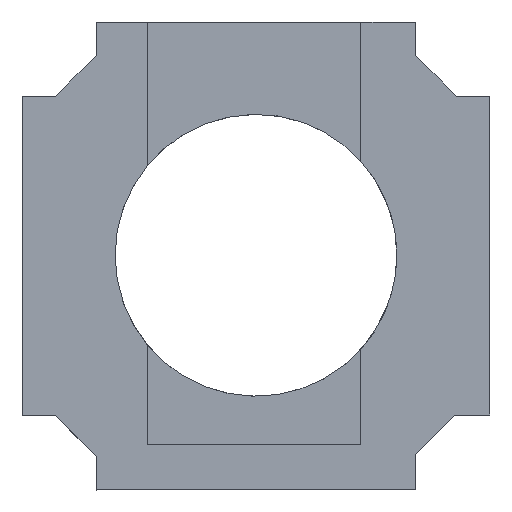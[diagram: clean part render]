
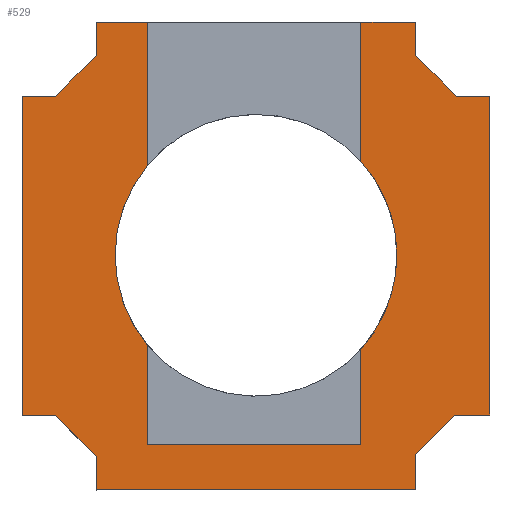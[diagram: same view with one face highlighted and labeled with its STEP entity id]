
A CAD part, top view. The second image highlights one B-rep face of the part: STEP entity #529.
In plain terms, the highlighted planar face has unit normal (0, 0, 1).
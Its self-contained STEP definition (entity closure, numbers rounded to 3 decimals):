
#16=PLANE('',#584);
#41=FACE_OUTER_BOUND('',#68,.T.);
#68=EDGE_LOOP('',(#385,#386,#387,#388,#389,#390,#391,#392,#393,#394,#395,
#396,#397,#398,#399,#400,#401,#402,#403,#404,#405,#406,#407,#408,#409,#410));
#95=LINE('',#806,#159);
#96=LINE('',#809,#160);
#98=LINE('',#815,#162);
#99=LINE('',#817,#163);
#100=LINE('',#819,#164);
#101=LINE('',#821,#165);
#102=LINE('',#823,#166);
#103=LINE('',#825,#167);
#104=LINE('',#827,#168);
#105=LINE('',#829,#169);
#106=LINE('',#831,#170);
#107=LINE('',#833,#171);
#108=LINE('',#835,#172);
#109=LINE('',#837,#173);
#110=LINE('',#839,#174);
#111=LINE('',#841,#175);
#112=LINE('',#843,#176);
#113=LINE('',#845,#177);
#114=LINE('',#847,#178);
#115=LINE('',#849,#179);
#116=LINE('',#850,#180);
#117=LINE('',#852,#181);
#118=LINE('',#853,#182);
#159=VECTOR('',#632,10.);
#160=VECTOR('',#635,10.);
#162=VECTOR('',#641,10.);
#163=VECTOR('',#642,10.);
#164=VECTOR('',#643,10.);
#165=VECTOR('',#644,10.);
#166=VECTOR('',#645,10.);
#167=VECTOR('',#646,10.);
#168=VECTOR('',#647,10.);
#169=VECTOR('',#648,10.);
#170=VECTOR('',#649,10.);
#171=VECTOR('',#650,10.);
#172=VECTOR('',#651,10.);
#173=VECTOR('',#652,10.);
#174=VECTOR('',#653,10.);
#175=VECTOR('',#654,10.);
#176=VECTOR('',#655,10.);
#177=VECTOR('',#656,10.);
#178=VECTOR('',#657,10.);
#179=VECTOR('',#658,10.);
#180=VECTOR('',#659,10.);
#181=VECTOR('',#660,10.);
#182=VECTOR('',#661,10.);
#222=CIRCLE('',#575,15.);
#224=CIRCLE('',#577,15.);
#226=CIRCLE('',#579,15.);
#236=VERTEX_POINT('',#753);
#238=VERTEX_POINT('',#764);
#239=VERTEX_POINT('',#773);
#241=VERTEX_POINT('',#778);
#244=VERTEX_POINT('',#791);
#246=VERTEX_POINT('',#804);
#247=VERTEX_POINT('',#808);
#249=VERTEX_POINT('',#814);
#250=VERTEX_POINT('',#816);
#251=VERTEX_POINT('',#818);
#252=VERTEX_POINT('',#820);
#253=VERTEX_POINT('',#822);
#254=VERTEX_POINT('',#824);
#255=VERTEX_POINT('',#826);
#256=VERTEX_POINT('',#828);
#257=VERTEX_POINT('',#830);
#258=VERTEX_POINT('',#832);
#259=VERTEX_POINT('',#834);
#260=VERTEX_POINT('',#836);
#261=VERTEX_POINT('',#838);
#262=VERTEX_POINT('',#840);
#263=VERTEX_POINT('',#842);
#264=VERTEX_POINT('',#844);
#265=VERTEX_POINT('',#846);
#266=VERTEX_POINT('',#848);
#267=VERTEX_POINT('',#851);
#290=EDGE_CURVE('',#239,#238,#222,.T.);
#293=EDGE_CURVE('',#241,#239,#224,.T.);
#297=EDGE_CURVE('',#236,#244,#226,.T.);
#300=EDGE_CURVE('',#244,#246,#95,.T.);
#301=EDGE_CURVE('',#247,#236,#96,.T.);
#304=EDGE_CURVE('',#246,#249,#98,.T.);
#305=EDGE_CURVE('',#249,#250,#99,.T.);
#306=EDGE_CURVE('',#250,#251,#100,.T.);
#307=EDGE_CURVE('',#251,#252,#101,.T.);
#308=EDGE_CURVE('',#252,#253,#102,.T.);
#309=EDGE_CURVE('',#254,#253,#103,.T.);
#310=EDGE_CURVE('',#255,#254,#104,.T.);
#311=EDGE_CURVE('',#256,#255,#105,.T.);
#312=EDGE_CURVE('',#257,#256,#106,.T.);
#313=EDGE_CURVE('',#257,#258,#107,.T.);
#314=EDGE_CURVE('',#258,#259,#108,.T.);
#315=EDGE_CURVE('',#259,#260,#109,.T.);
#316=EDGE_CURVE('',#260,#261,#110,.T.);
#317=EDGE_CURVE('',#261,#262,#111,.T.);
#318=EDGE_CURVE('',#262,#263,#112,.T.);
#319=EDGE_CURVE('',#263,#264,#113,.T.);
#320=EDGE_CURVE('',#264,#265,#114,.T.);
#321=EDGE_CURVE('',#265,#266,#115,.T.);
#322=EDGE_CURVE('',#266,#241,#116,.T.);
#323=EDGE_CURVE('',#238,#267,#117,.T.);
#324=EDGE_CURVE('',#267,#247,#118,.T.);
#385=ORIENTED_EDGE('',*,*,#297,.T.);
#386=ORIENTED_EDGE('',*,*,#300,.T.);
#387=ORIENTED_EDGE('',*,*,#304,.T.);
#388=ORIENTED_EDGE('',*,*,#305,.T.);
#389=ORIENTED_EDGE('',*,*,#306,.T.);
#390=ORIENTED_EDGE('',*,*,#307,.T.);
#391=ORIENTED_EDGE('',*,*,#308,.T.);
#392=ORIENTED_EDGE('',*,*,#309,.F.);
#393=ORIENTED_EDGE('',*,*,#310,.F.);
#394=ORIENTED_EDGE('',*,*,#311,.F.);
#395=ORIENTED_EDGE('',*,*,#312,.F.);
#396=ORIENTED_EDGE('',*,*,#313,.T.);
#397=ORIENTED_EDGE('',*,*,#314,.T.);
#398=ORIENTED_EDGE('',*,*,#315,.T.);
#399=ORIENTED_EDGE('',*,*,#316,.T.);
#400=ORIENTED_EDGE('',*,*,#317,.T.);
#401=ORIENTED_EDGE('',*,*,#318,.T.);
#402=ORIENTED_EDGE('',*,*,#319,.T.);
#403=ORIENTED_EDGE('',*,*,#320,.T.);
#404=ORIENTED_EDGE('',*,*,#321,.T.);
#405=ORIENTED_EDGE('',*,*,#322,.T.);
#406=ORIENTED_EDGE('',*,*,#293,.T.);
#407=ORIENTED_EDGE('',*,*,#290,.T.);
#408=ORIENTED_EDGE('',*,*,#323,.T.);
#409=ORIENTED_EDGE('',*,*,#324,.T.);
#410=ORIENTED_EDGE('',*,*,#301,.T.);
#529=ADVANCED_FACE('',(#41),#16,.T.);
#575=AXIS2_PLACEMENT_3D('',#774,#616,#617);
#577=AXIS2_PLACEMENT_3D('',#779,#621,#622);
#579=AXIS2_PLACEMENT_3D('',#800,#625,#626);
#584=AXIS2_PLACEMENT_3D('',#813,#639,#640);
#616=DIRECTION('center_axis',(0.,0.,-1.));
#617=DIRECTION('ref_axis',(-1.,0.,0.));
#621=DIRECTION('center_axis',(0.,0.,-1.));
#622=DIRECTION('ref_axis',(-1.,0.,0.));
#625=DIRECTION('center_axis',(0.,0.,-1.));
#626=DIRECTION('ref_axis',(-1.,0.,0.));
#632=DIRECTION('',(0.,1.,0.));
#635=DIRECTION('',(0.,1.,0.));
#639=DIRECTION('center_axis',(0.,0.,1.));
#640=DIRECTION('ref_axis',(1.,0.,0.));
#641=DIRECTION('',(-1.,0.,0.));
#642=DIRECTION('',(0.,-1.,0.));
#643=DIRECTION('',(-0.707,-0.707,0.));
#644=DIRECTION('',(-1.,0.,0.));
#645=DIRECTION('',(0.,-1.,0.));
#646=DIRECTION('',(-1.,0.,0.));
#647=DIRECTION('',(-0.707,0.707,0.));
#648=DIRECTION('',(0.,1.,0.));
#649=DIRECTION('',(-1.,0.,0.));
#650=DIRECTION('',(0.,1.,0.));
#651=DIRECTION('',(0.707,0.707,0.));
#652=DIRECTION('',(1.,0.,0.));
#653=DIRECTION('',(0.,1.,0.));
#654=DIRECTION('',(0.,1.,0.));
#655=DIRECTION('',(-1.,0.,0.));
#656=DIRECTION('',(-0.707,0.707,0.));
#657=DIRECTION('',(0.,1.,0.));
#658=DIRECTION('',(-1.,0.,0.));
#659=DIRECTION('',(0.,-1.,0.));
#660=DIRECTION('',(0.,-1.,0.));
#661=DIRECTION('',(-1.,0.,0.));
#753=CARTESIAN_POINT('',(-11.342,-12.782,8.));
#764=CARTESIAN_POINT('',(11.342,-13.215,8.));
#773=CARTESIAN_POINT('',(15.187,-3.187,8.));
#774=CARTESIAN_POINT('Origin',(0.187,-3.187,8.));
#778=CARTESIAN_POINT('',(11.342,6.841,8.));
#779=CARTESIAN_POINT('Origin',(0.187,-3.187,8.));
#791=CARTESIAN_POINT('',(-11.342,6.408,8.));
#800=CARTESIAN_POINT('Origin',(0.187,-3.187,8.));
#804=CARTESIAN_POINT('',(-11.342,21.635,8.));
#806=CARTESIAN_POINT('',(-11.342,21.635,8.));
#808=CARTESIAN_POINT('',(-11.342,-23.365,8.));
#809=CARTESIAN_POINT('',(-11.342,21.635,8.));
#813=CARTESIAN_POINT('Origin',(0.194,-3.272,8.));
#814=CARTESIAN_POINT('',(-16.813,21.635,8.));
#815=CARTESIAN_POINT('',(17.187,21.635,8.));
#816=CARTESIAN_POINT('',(-16.813,18.06,8.));
#817=CARTESIAN_POINT('',(-16.813,21.835,8.));
#818=CARTESIAN_POINT('',(-21.138,13.735,8.));
#819=CARTESIAN_POINT('',(-16.813,18.06,8.));
#820=CARTESIAN_POINT('',(-24.713,13.735,8.));
#821=CARTESIAN_POINT('',(-21.138,13.735,8.));
#822=CARTESIAN_POINT('',(-24.713,-20.265,8.));
#823=CARTESIAN_POINT('',(-24.713,13.735,8.));
#824=CARTESIAN_POINT('',(-21.138,-20.265,8.));
#825=CARTESIAN_POINT('',(-21.138,-20.265,8.));
#826=CARTESIAN_POINT('',(-16.813,-24.591,8.));
#827=CARTESIAN_POINT('',(-16.813,-24.591,8.));
#828=CARTESIAN_POINT('',(-16.813,-28.165,8.));
#829=CARTESIAN_POINT('',(-16.813,-28.365,8.));
#830=CARTESIAN_POINT('',(17.187,-28.165,8.));
#831=CARTESIAN_POINT('',(-16.613,-28.165,8.));
#832=CARTESIAN_POINT('',(17.187,-24.434,8.));
#833=CARTESIAN_POINT('',(17.187,-28.365,8.));
#834=CARTESIAN_POINT('',(21.355,-20.265,8.));
#835=CARTESIAN_POINT('',(17.187,-24.434,8.));
#836=CARTESIAN_POINT('',(25.087,-20.265,8.));
#837=CARTESIAN_POINT('',(21.355,-20.265,8.));
#838=CARTESIAN_POINT('',(25.087,-20.065,8.));
#839=CARTESIAN_POINT('',(25.087,-20.265,8.));
#840=CARTESIAN_POINT('',(25.087,13.735,8.));
#841=CARTESIAN_POINT('',(25.087,-20.065,8.));
#842=CARTESIAN_POINT('',(21.512,13.735,8.));
#843=CARTESIAN_POINT('',(25.287,13.735,8.));
#844=CARTESIAN_POINT('',(17.187,18.06,8.));
#845=CARTESIAN_POINT('',(21.512,13.735,8.));
#846=CARTESIAN_POINT('',(17.187,21.635,8.));
#847=CARTESIAN_POINT('',(17.187,18.06,8.));
#848=CARTESIAN_POINT('',(11.342,21.635,8.));
#849=CARTESIAN_POINT('',(17.187,21.635,8.));
#850=CARTESIAN_POINT('',(11.342,21.635,8.));
#851=CARTESIAN_POINT('',(11.342,-23.365,8.));
#852=CARTESIAN_POINT('',(11.342,21.635,8.));
#853=CARTESIAN_POINT('',(0.097,-23.365,8.));
